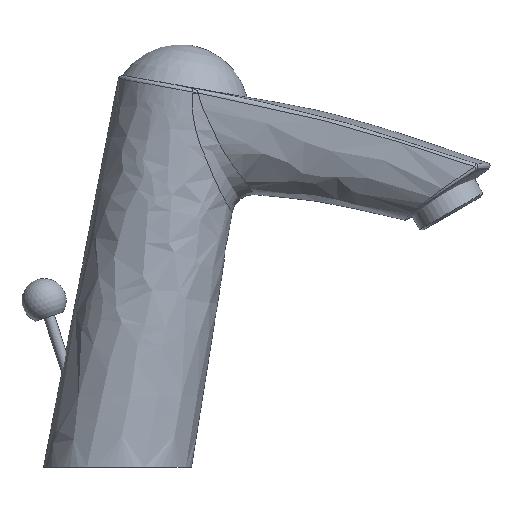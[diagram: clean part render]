
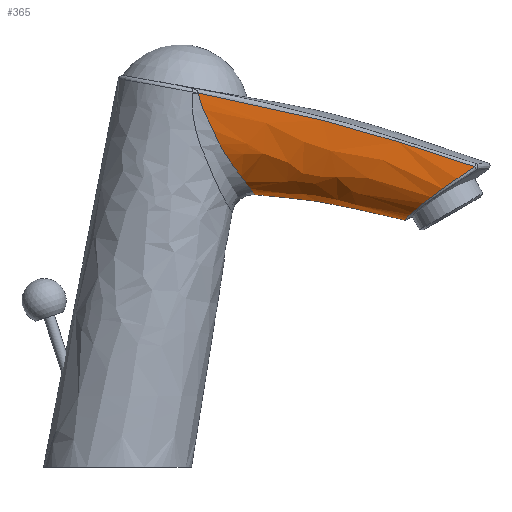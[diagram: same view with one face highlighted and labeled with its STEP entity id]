
A CAD part, front view. The second image highlights one B-rep face of the part: STEP entity #365.
In plain terms, the highlighted free-form (B-spline) face has degree [3, 5] with [4, 6] control points.
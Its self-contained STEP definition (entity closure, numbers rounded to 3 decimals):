
#34=(
BOUNDED_SURFACE()
B_SPLINE_SURFACE(3,5,((#1406,#1407,#1408,#1409,#1410,#1411),(#1412,#1413,
#1414,#1415,#1416,#1417),(#1418,#1419,#1420,#1421,#1422,#1423),(#1424,#1425,
#1426,#1427,#1428,#1429)),.UNSPECIFIED.,.F.,.F.,.F.)
B_SPLINE_SURFACE_WITH_KNOTS((4,4),(6,6),(0.061,0.898),
(0.009,0.991),.PIECEWISE_BEZIER_KNOTS.)
GEOMETRIC_REPRESENTATION_ITEM()
RATIONAL_B_SPLINE_SURFACE(((1.,1.,1.,1.,1.,1.),(1.,1.,1.,1.,1.,1.),(1.,
1.,1.,1.,1.,1.),(1.,1.,1.,1.,1.,1.)))
REPRESENTATION_ITEM('')
SURFACE()
);
#44=B_SPLINE_CURVE_WITH_KNOTS('',3,(#1000,#1001,#1002,#1003,#1004,#1005,
#1006,#1007,#1008,#1009,#1010,#1011,#1012,#1013,#1014,#1015,#1016,#1017,
#1018,#1019,#1020,#1021,#1022,#1023,#1024,#1025,#1026,#1027,#1028,#1029,
#1030),.UNSPECIFIED.,.F.,.F.,(4,1,1,1,1,1,1,1,1,1,1,1,1,1,1,1,1,1,1,1,1,
1,1,1,1,1,1,1,4),(0.,0.063,0.125,0.156,0.188,0.219,0.25,0.281,0.313,
0.344,0.375,0.406,0.438,0.469,0.5,0.531,0.563,0.625,0.656,0.688,
0.719,0.734,0.75,0.781,0.813,0.844,0.875,0.938,1.),
 .UNSPECIFIED.);
#50=B_SPLINE_CURVE_WITH_KNOTS('',3,(#1220,#1221,#1222,#1223,#1224,#1225,
#1226,#1227,#1228,#1229,#1230,#1231,#1232,#1233,#1234,#1235,#1236),
 .UNSPECIFIED.,.F.,.F.,(4,1,1,1,1,1,1,1,1,1,1,1,1,1,4),(0.,0.125,0.188,
0.25,0.313,0.375,0.438,0.5,0.563,0.625,0.688,0.75,0.813,0.875,1.),
 .UNSPECIFIED.);
#53=B_SPLINE_CURVE_WITH_KNOTS('',3,(#1332,#1333,#1334,#1335,#1336,#1337,
#1338,#1339),.UNSPECIFIED.,.F.,.F.,(4,1,1,1,1,4),(0.,0.25,0.5,0.75,0.875,
1.),.UNSPECIFIED.);
#56=B_SPLINE_CURVE_WITH_KNOTS('',3,(#1384,#1385,#1386,#1387,#1388,#1389,
#1390,#1391),.UNSPECIFIED.,.F.,.F.,(4,1,1,1,1,4),(0.,0.125,0.25,0.5,0.75,
1.),.UNSPECIFIED.);
#159=ORIENTED_EDGE('',*,*,#221,.T.);
#160=ORIENTED_EDGE('',*,*,#201,.T.);
#161=ORIENTED_EDGE('',*,*,#218,.T.);
#162=ORIENTED_EDGE('',*,*,#213,.T.);
#201=EDGE_CURVE('',#245,#239,#44,.F.);
#213=EDGE_CURVE('',#254,#253,#50,.F.);
#218=EDGE_CURVE('',#239,#254,#53,.F.);
#221=EDGE_CURVE('',#253,#245,#56,.F.);
#239=VERTEX_POINT('',#609);
#245=VERTEX_POINT('',#969);
#253=VERTEX_POINT('',#1127);
#254=VERTEX_POINT('',#1202);
#302=EDGE_LOOP('',(#159,#160,#161,#162));
#334=FACE_BOUND('',#302,.T.);
#365=ADVANCED_FACE('',(#334),#34,.T.);
#609=CARTESIAN_POINT('',(26.495,21.458,122.481));
#969=CARTESIAN_POINT('',(26.489,-21.458,122.49));
#1000=CARTESIAN_POINT('',(26.495,21.458,122.481));
#1001=CARTESIAN_POINT('',(26.729,21.423,120.647));
#1002=CARTESIAN_POINT('',(28.014,21.239,117.026));
#1003=CARTESIAN_POINT('',(30.07,20.736,112.771));
#1004=CARTESIAN_POINT('',(31.666,20.104,109.402));
#1005=CARTESIAN_POINT('',(32.833,19.497,106.928));
#1006=CARTESIAN_POINT('',(34.017,18.733,104.501));
#1007=CARTESIAN_POINT('',(35.416,17.801,102.159));
#1008=CARTESIAN_POINT('',(37.051,16.674,99.877));
#1009=CARTESIAN_POINT('',(38.625,15.308,97.67));
#1010=CARTESIAN_POINT('',(40.147,13.683,95.586));
#1011=CARTESIAN_POINT('',(41.613,11.695,93.609));
#1012=CARTESIAN_POINT('',(42.924,9.35,91.869));
#1013=CARTESIAN_POINT('',(44.03,6.554,90.431));
#1014=CARTESIAN_POINT('',(44.781,3.395,89.474));
#1015=CARTESIAN_POINT('',(45.056,-0.077,89.134));
#1016=CARTESIAN_POINT('',(44.763,-3.504,89.497));
#1017=CARTESIAN_POINT('',(43.733,-7.732,90.809));
#1018=CARTESIAN_POINT('',(42.042,-11.123,93.027));
#1019=CARTESIAN_POINT('',(40.117,-13.721,95.628));
#1020=CARTESIAN_POINT('',(38.566,-15.366,97.751));
#1021=CARTESIAN_POINT('',(37.252,-16.487,99.58));
#1022=CARTESIAN_POINT('',(36.203,-17.271,101.085));
#1023=CARTESIAN_POINT('',(35.13,-17.983,102.612));
#1024=CARTESIAN_POINT('',(33.966,-18.765,104.592));
#1025=CARTESIAN_POINT('',(32.782,-19.521,107.016));
#1026=CARTESIAN_POINT('',(31.627,-20.119,109.475));
#1027=CARTESIAN_POINT('',(30.063,-20.738,112.793));
#1028=CARTESIAN_POINT('',(27.979,-21.245,117.092));
#1029=CARTESIAN_POINT('',(26.738,-21.422,120.652));
#1030=CARTESIAN_POINT('',(26.489,-21.458,122.49));
#1127=CARTESIAN_POINT('',(116.877,-17.484,98.412));
#1202=CARTESIAN_POINT('',(116.877,17.484,98.412));
#1220=CARTESIAN_POINT('',(116.877,-17.484,98.412));
#1221=CARTESIAN_POINT('',(114.314,-17.769,96.661));
#1222=CARTESIAN_POINT('',(110.412,-17.821,94.025));
#1223=CARTESIAN_POINT('',(105.371,-16.751,90.467));
#1224=CARTESIAN_POINT('',(101.723,-15.219,87.752));
#1225=CARTESIAN_POINT('',(98.473,-12.771,85.136));
#1226=CARTESIAN_POINT('',(95.843,-9.284,82.845));
#1227=CARTESIAN_POINT('',(94.199,-4.879,81.291));
#1228=CARTESIAN_POINT('',(93.64,0.036,80.729));
#1229=CARTESIAN_POINT('',(94.211,4.939,81.298));
#1230=CARTESIAN_POINT('',(95.863,9.309,82.862));
#1231=CARTESIAN_POINT('',(98.479,12.794,85.149));
#1232=CARTESIAN_POINT('',(101.753,15.231,87.773));
#1233=CARTESIAN_POINT('',(105.384,16.759,90.474));
#1234=CARTESIAN_POINT('',(110.466,17.825,94.064));
#1235=CARTESIAN_POINT('',(114.318,17.769,96.664));
#1236=CARTESIAN_POINT('',(116.877,17.484,98.412));
#1332=CARTESIAN_POINT('',(116.877,17.484,98.412));
#1333=CARTESIAN_POINT('',(109.487,17.574,100.916));
#1334=CARTESIAN_POINT('',(94.659,17.964,105.788));
#1335=CARTESIAN_POINT('',(72.212,18.972,112.419));
#1336=CARTESIAN_POINT('',(53.264,19.994,117.085));
#1337=CARTESIAN_POINT('',(38.004,20.837,120.346));
#1338=CARTESIAN_POINT('',(30.333,21.253,121.777));
#1339=CARTESIAN_POINT('',(26.495,21.458,122.481));
#1384=CARTESIAN_POINT('',(26.489,-21.458,122.49));
#1385=CARTESIAN_POINT('',(30.329,-21.254,121.787));
#1386=CARTESIAN_POINT('',(38.005,-20.837,120.362));
#1387=CARTESIAN_POINT('',(53.268,-19.994,117.101));
#1388=CARTESIAN_POINT('',(72.205,-18.972,112.425));
#1389=CARTESIAN_POINT('',(94.658,-17.963,105.791));
#1390=CARTESIAN_POINT('',(109.486,-17.574,100.917));
#1391=CARTESIAN_POINT('',(116.877,-17.484,98.412));
#1406=CARTESIAN_POINT('',(118.459,-17.314,99.22));
#1407=CARTESIAN_POINT('',(109.296,-18.85,90.929));
#1408=CARTESIAN_POINT('',(94.332,-19.468,71.203));
#1409=CARTESIAN_POINT('',(94.329,19.457,71.199));
#1410=CARTESIAN_POINT('',(109.289,18.85,90.921));
#1411=CARTESIAN_POINT('',(118.455,17.315,99.217));
#1412=CARTESIAN_POINT('',(87.617,-17.896,108.785));
#1413=CARTESIAN_POINT('',(81.083,-18.494,95.561));
#1414=CARTESIAN_POINT('',(74.14,-18.276,78.365));
#1415=CARTESIAN_POINT('',(74.138,18.265,78.362));
#1416=CARTESIAN_POINT('',(81.08,18.494,95.553));
#1417=CARTESIAN_POINT('',(87.614,17.897,108.779));
#1418=CARTESIAN_POINT('',(58.683,-19.734,117.074));
#1419=CARTESIAN_POINT('',(55.413,-20.097,100.048));
#1420=CARTESIAN_POINT('',(56.557,-18.002,80.96));
#1421=CARTESIAN_POINT('',(56.557,17.991,80.956));
#1422=CARTESIAN_POINT('',(55.414,20.096,100.039));
#1423=CARTESIAN_POINT('',(58.682,19.734,117.066));
#1424=CARTESIAN_POINT('',(25.825,-21.504,123.743));
#1425=CARTESIAN_POINT('',(27.369,-21.302,101.722));
#1426=CARTESIAN_POINT('',(33.506,-17.43,80.793));
#1427=CARTESIAN_POINT('',(33.508,17.419,80.789));
#1428=CARTESIAN_POINT('',(27.372,21.301,101.712));
#1429=CARTESIAN_POINT('',(25.825,21.504,123.733));
